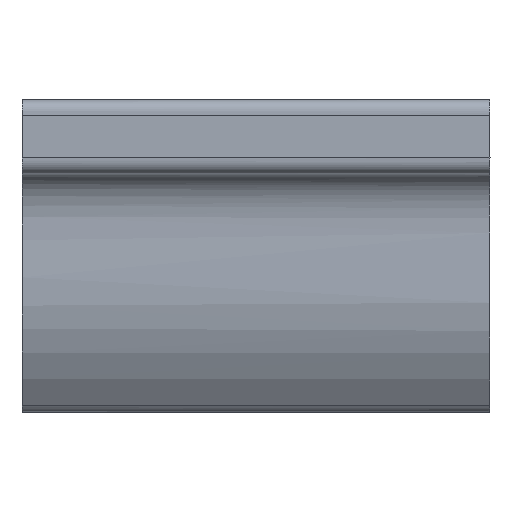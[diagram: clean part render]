
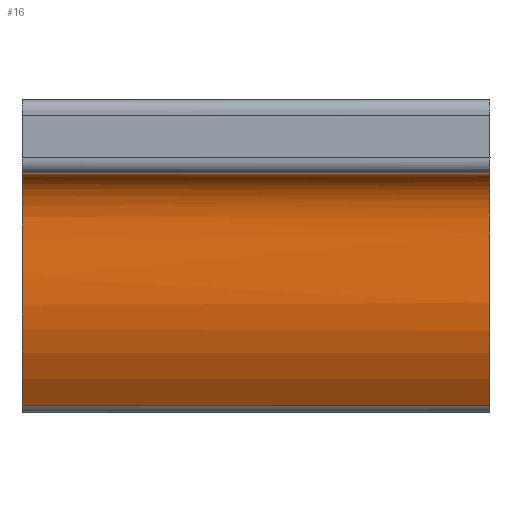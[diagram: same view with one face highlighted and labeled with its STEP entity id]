
A CAD part, top view. The second image highlights one B-rep face of the part: STEP entity #16.
In plain terms, the highlighted free-form (B-spline) face has degree [1, 3] with [2, 5] control points.
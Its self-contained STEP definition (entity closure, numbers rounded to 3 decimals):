
#16=ADVANCED_FACE('',(#28),#190,.T.);
#28=FACE_OUTER_BOUND('',#40,.T.);
#40=EDGE_LOOP('',(#70,#71,#72,#73));
#70=ORIENTED_EDGE('',*,*,#129,.T.);
#71=ORIENTED_EDGE('',*,*,#110,.F.);
#72=ORIENTED_EDGE('',*,*,#131,.T.);
#73=ORIENTED_EDGE('',*,*,#111,.F.);
#110=EDGE_CURVE('',#171,#170,#140,.T.);
#111=EDGE_CURVE('',#173,#172,#141,.T.);
#129=EDGE_CURVE('',#173,#170,#159,.T.);
#131=EDGE_CURVE('',#171,#172,#161,.T.);
#140=B_SPLINE_CURVE_WITH_KNOTS('',3,(#404,#405,#406,#407,#408),
 .UNSPECIFIED.,.F.,.F.,(4,1,4),(1.628,13.464,23.348),
 .UNSPECIFIED.);
#141=B_SPLINE_CURVE_WITH_KNOTS('',3,(#409,#410,#411,#412,#413),
 .UNSPECIFIED.,.F.,.F.,(4,1,4),(-23.348,-13.464,-1.628),
 .UNSPECIFIED.);
#159=B_SPLINE_CURVE_WITH_KNOTS('',1,(#456,#457),.UNSPECIFIED.,.F.,.F.,(2,
2),(0.,29.849),.UNSPECIFIED.);
#161=B_SPLINE_CURVE_WITH_KNOTS('',1,(#464,#465),.UNSPECIFIED.,.F.,.F.,(2,
2),(0.,29.849),.UNSPECIFIED.);
#170=VERTEX_POINT('',#384);
#171=VERTEX_POINT('',#385);
#172=VERTEX_POINT('',#386);
#173=VERTEX_POINT('',#387);
#190=B_SPLINE_SURFACE_WITH_KNOTS('',1,3,((#310,#311,#312,#313,#314),(#315,
#316,#317,#318,#319)),.UNSPECIFIED.,.F.,.F.,.F.,(2,2),(4,1,4),(-38.964,
-9.114),(1.303,13.464,25.174),
 .UNSPECIFIED.);
#310=CARTESIAN_POINT('',(-14.856,-9.912,-5.197));
#311=CARTESIAN_POINT('',(-14.856,-4.832,-1.198));
#312=CARTESIAN_POINT('',(-14.856,3.352,-3.886));
#313=CARTESIAN_POINT('',(-14.856,6.058,-1.06));
#314=CARTESIAN_POINT('',(-14.856,4.979,1.609));
#315=CARTESIAN_POINT('',(14.993,-9.912,-5.197));
#316=CARTESIAN_POINT('',(14.993,-4.832,-1.198));
#317=CARTESIAN_POINT('',(14.993,3.352,-3.886));
#318=CARTESIAN_POINT('',(14.993,6.058,-1.06));
#319=CARTESIAN_POINT('',(14.993,4.979,1.609));
#384=CARTESIAN_POINT('',(-14.856,5.312,0.455));
#385=CARTESIAN_POINT('',(-14.856,-9.506,-4.887));
#386=CARTESIAN_POINT('',(14.993,-9.506,-4.887));
#387=CARTESIAN_POINT('',(14.993,5.312,0.455));
#404=CARTESIAN_POINT('',(-14.856,-9.506,-4.887));
#405=CARTESIAN_POINT('',(-14.856,-4.61,-1.27));
#406=CARTESIAN_POINT('',(-14.856,2.769,-3.648));
#407=CARTESIAN_POINT('',(-14.856,5.612,-1.46));
#408=CARTESIAN_POINT('',(-14.856,5.312,0.455));
#409=CARTESIAN_POINT('',(14.993,5.312,0.455));
#410=CARTESIAN_POINT('',(14.993,5.612,-1.46));
#411=CARTESIAN_POINT('',(14.993,2.769,-3.648));
#412=CARTESIAN_POINT('',(14.993,-4.61,-1.27));
#413=CARTESIAN_POINT('',(14.993,-9.506,-4.887));
#456=CARTESIAN_POINT('',(14.993,5.312,0.455));
#457=CARTESIAN_POINT('',(-14.856,5.312,0.455));
#464=CARTESIAN_POINT('',(-14.856,-9.506,-4.887));
#465=CARTESIAN_POINT('',(14.993,-9.506,-4.887));
